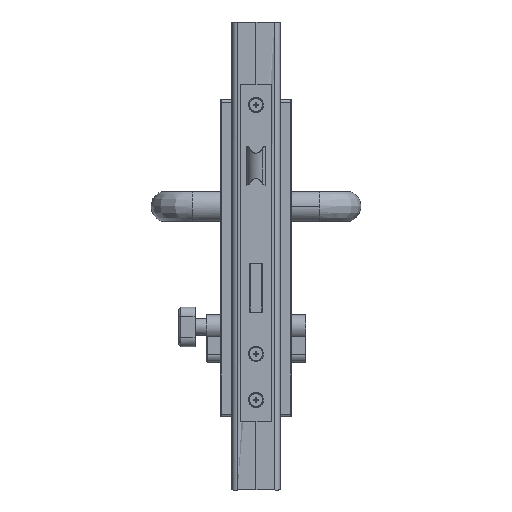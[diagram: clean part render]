
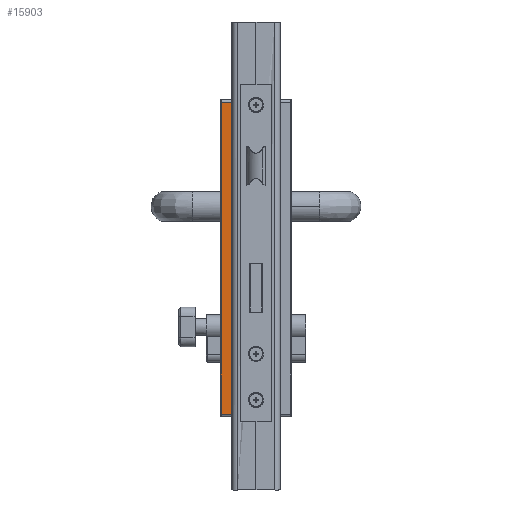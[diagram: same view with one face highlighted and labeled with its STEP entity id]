
A CAD part, left-side view. The second image highlights one B-rep face of the part: STEP entity #15903.
In plain terms, the highlighted planar face has unit normal (-1, 0, 0).
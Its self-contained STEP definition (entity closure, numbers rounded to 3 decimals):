
#152 = DIRECTION ( 'NONE',  ( 1., 0., 0. ) ) ;
#306 = CARTESIAN_POINT ( 'NONE',  ( -77.758, -1.358, -111.5 ) ) ;
#2154 = CARTESIAN_POINT ( 'NONE',  ( -77.758, 6.142, -111.5 ) ) ;
#3162 = VERTEX_POINT ( 'NONE', #13555 ) ;
#3294 = CARTESIAN_POINT ( 'NONE',  ( -77.758, 3.642, -111.5 ) ) ;
#3362 = AXIS2_PLACEMENT_3D ( 'NONE', #14708, #152, #18055 ) ;
#4594 = CARTESIAN_POINT ( 'NONE',  ( -77.758, -1.358, -111.5 ) ) ;
#4830 = EDGE_LOOP ( 'NONE', ( #15998, #17126, #7078, #11219 ) ) ;
#5008 = CARTESIAN_POINT ( 'NONE',  ( -77.758, -1.358, -111.5 ) ) ;
#5263 = CARTESIAN_POINT ( 'NONE',  ( -77.758, 6.142, -38.167 ) ) ;
#5544 = B_SPLINE_CURVE_WITH_KNOTS ( 'NONE', 3,
 ( #2154, #5263, #17982, #20215 ),
 .UNSPECIFIED., .F., .F.,
 ( 4, 4 ),
 ( 0., 1. ),
 .UNSPECIFIED. ) ;
#6409 = CARTESIAN_POINT ( 'NONE',  ( -77.758, 6.142, -111.5 ) ) ;
#6622 = CARTESIAN_POINT ( 'NONE',  ( -77.758, -1.358, 108.5 ) ) ;
#7078 = ORIENTED_EDGE ( 'NONE', *, *, #20577, .F. ) ;
#7713 = EDGE_CURVE ( 'NONE', #14521, #13836, #8241, .T. ) ;
#7913 = CARTESIAN_POINT ( 'NONE',  ( -77.758, 6.142, -111.5 ) ) ;
#8239 = CARTESIAN_POINT ( 'NONE',  ( -77.758, -1.358, 35.167 ) ) ;
#8241 = B_SPLINE_CURVE_WITH_KNOTS ( 'NONE', 3,
 ( #4594, #11036, #3294, #6409 ),
 .UNSPECIFIED., .F., .F.,
 ( 4, 4 ),
 ( 0., 1. ),
 .UNSPECIFIED. ) ;
#8549 = CARTESIAN_POINT ( 'NONE',  ( -77.758, 6.142, 108.5 ) ) ;
#8563 = CARTESIAN_POINT ( 'NONE',  ( -77.758, 1.142, 108.5 ) ) ;
#8669 = CARTESIAN_POINT ( 'NONE',  ( -77.758, 3.642, 108.5 ) ) ;
#8771 = CARTESIAN_POINT ( 'NONE',  ( -77.758, -1.358, 108.5 ) ) ;
#10170 = CARTESIAN_POINT ( 'NONE',  ( -77.758, 6.142, 108.5 ) ) ;
#11036 = CARTESIAN_POINT ( 'NONE',  ( -77.758, 1.142, -111.5 ) ) ;
#11136 = B_SPLINE_CURVE_WITH_KNOTS ( 'NONE', 3,
 ( #10170, #8669, #8563, #8771 ),
 .UNSPECIFIED., .F., .F.,
 ( 4, 4 ),
 ( 0., 1. ),
 .UNSPECIFIED. ) ;
#11219 = ORIENTED_EDGE ( 'NONE', *, *, #19385, .F. ) ;
#11494 = FACE_OUTER_BOUND ( 'NONE', #4830, .T. ) ;
#13555 = CARTESIAN_POINT ( 'NONE',  ( -77.758, -1.358, 108.5 ) ) ;
#13836 = VERTEX_POINT ( 'NONE', #7913 ) ;
#13991 = EDGE_CURVE ( 'NONE', #13836, #14482, #5544, .T. ) ;
#14482 = VERTEX_POINT ( 'NONE', #8549 ) ;
#14521 = VERTEX_POINT ( 'NONE', #5008 ) ;
#14708 = CARTESIAN_POINT ( 'NONE',  ( -77.758, 6.642, 110.5 ) ) ;
#14763 = CARTESIAN_POINT ( 'NONE',  ( -77.758, -1.358, -38.167 ) ) ;
#15135 = B_SPLINE_CURVE_WITH_KNOTS ( 'NONE', 3,
 ( #6622, #8239, #14763, #306 ),
 .UNSPECIFIED., .F., .F.,
 ( 4, 4 ),
 ( -1., 0. ),
 .UNSPECIFIED. ) ;
#15903 = ADVANCED_FACE ( 'NONE', ( #11494 ), #17952, .F. ) ;
#15998 = ORIENTED_EDGE ( 'NONE', *, *, #13991, .F. ) ;
#17126 = ORIENTED_EDGE ( 'NONE', *, *, #7713, .F. ) ;
#17952 = PLANE ( 'NONE',  #3362 ) ;
#17982 = CARTESIAN_POINT ( 'NONE',  ( -77.758, 6.142, 35.167 ) ) ;
#18055 = DIRECTION ( 'NONE',  ( 0., 1., 0. ) ) ;
#19385 = EDGE_CURVE ( 'NONE', #14482, #3162, #11136, .T. ) ;
#20215 = CARTESIAN_POINT ( 'NONE',  ( -77.758, 6.142, 108.5 ) ) ;
#20577 = EDGE_CURVE ( 'NONE', #3162, #14521, #15135, .T. ) ;
